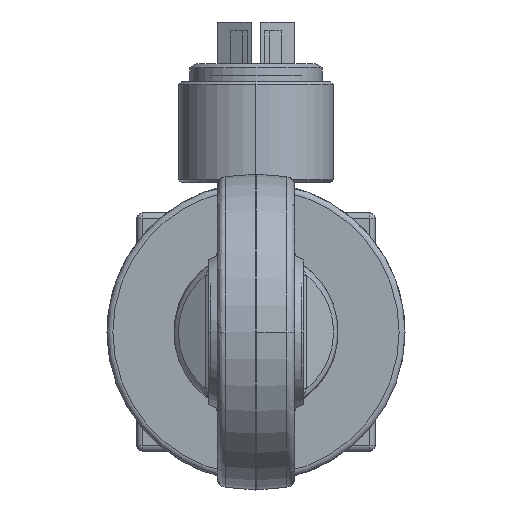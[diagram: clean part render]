
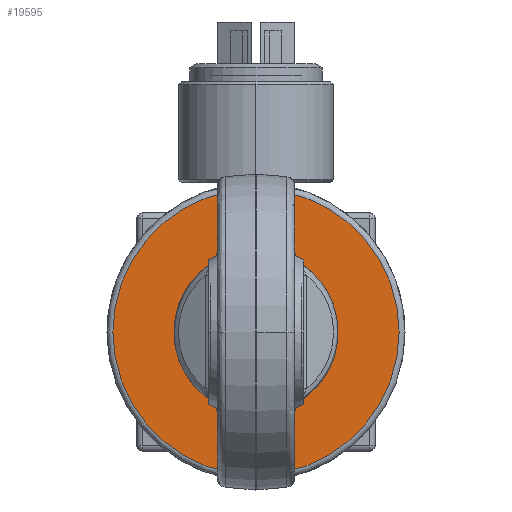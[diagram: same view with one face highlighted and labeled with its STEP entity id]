
A CAD part, left-side view. The second image highlights one B-rep face of the part: STEP entity #19595.
In plain terms, the highlighted planar face has unit normal (-1, 0, 0).
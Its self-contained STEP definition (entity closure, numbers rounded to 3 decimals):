
#436 = EDGE_LOOP ( 'NONE', ( #20014, #2942 ) ) ;
#616 = CARTESIAN_POINT ( 'NONE',  ( -8., 0., 2. ) ) ;
#2860 = CARTESIAN_POINT ( 'NONE',  ( -8., 0., 0. ) ) ;
#2942 = ORIENTED_EDGE ( 'NONE', *, *, #18751, .T. ) ;
#3246 = DIRECTION ( 'NONE',  ( 1., 0., 0. ) ) ;
#4015 = CARTESIAN_POINT ( 'NONE',  ( -8., 0., 0. ) ) ;
#4289 = AXIS2_PLACEMENT_3D ( 'NONE', #2860, #17033, #7677 ) ;
#5284 = CIRCLE ( 'NONE', #4289, 24. ) ;
#5660 = CARTESIAN_POINT ( 'NONE',  ( -8., 0., -24. ) ) ;
#5899 = CIRCLE ( 'NONE', #16188, 24. ) ;
#6122 = ORIENTED_EDGE ( 'NONE', *, *, #15855, .T. ) ;
#6351 = AXIS2_PLACEMENT_3D ( 'NONE', #7466, #8822, #16822 ) ;
#6797 = DIRECTION ( 'NONE',  ( 0., 0., 1. ) ) ;
#7159 = ORIENTED_EDGE ( 'NONE', *, *, #8318, .T. ) ;
#7176 = DIRECTION ( 'NONE',  ( 0., 0., -1. ) ) ;
#7466 = CARTESIAN_POINT ( 'NONE',  ( -8., 0., 24. ) ) ;
#7677 = DIRECTION ( 'NONE',  ( 0., 0., 1. ) ) ;
#7913 = VERTEX_POINT ( 'NONE', #16711 ) ;
#8318 = EDGE_CURVE ( 'NONE', #10902, #13323, #18628, .T. ) ;
#8822 = DIRECTION ( 'NONE',  ( -1., 0., 0. ) ) ;
#8911 = FACE_OUTER_BOUND ( 'NONE', #436, .T. ) ;
#9620 = DIRECTION ( 'NONE',  ( 0., 0., -1. ) ) ;
#9901 = DIRECTION ( 'NONE',  ( -1., 0., 0. ) ) ;
#10902 = VERTEX_POINT ( 'NONE', #616 ) ;
#12872 = AXIS2_PLACEMENT_3D ( 'NONE', #17533, #3246, #9620 ) ;
#13051 = CARTESIAN_POINT ( 'NONE',  ( -8., 0., -2. ) ) ;
#13323 = VERTEX_POINT ( 'NONE', #13051 ) ;
#13824 = FACE_BOUND ( 'NONE', #19856, .T. ) ;
#14840 = CIRCLE ( 'NONE', #12872, 2. ) ;
#15060 = VERTEX_POINT ( 'NONE', #5660 ) ;
#15274 = DIRECTION ( 'NONE',  ( 1., 0., 0. ) ) ;
#15855 = EDGE_CURVE ( 'NONE', #13323, #10902, #14840, .T. ) ;
#16067 = EDGE_CURVE ( 'NONE', #7913, #15060, #5899, .T. ) ;
#16188 = AXIS2_PLACEMENT_3D ( 'NONE', #19705, #9901, #6797 ) ;
#16711 = CARTESIAN_POINT ( 'NONE',  ( -8., 0., 24. ) ) ;
#16822 = DIRECTION ( 'NONE',  ( 0., 0., 1. ) ) ;
#17033 = DIRECTION ( 'NONE',  ( -1., 0., 0. ) ) ;
#17533 = CARTESIAN_POINT ( 'NONE',  ( -8., 0., 0. ) ) ;
#17952 = AXIS2_PLACEMENT_3D ( 'NONE', #4015, #15274, #7176 ) ;
#18628 = CIRCLE ( 'NONE', #17952, 2. ) ;
#18751 = EDGE_CURVE ( 'NONE', #15060, #7913, #5284, .T. ) ;
#19595 = ADVANCED_FACE ( 'NONE', ( #8911, #13824 ), #20177, .T. ) ;
#19705 = CARTESIAN_POINT ( 'NONE',  ( -8., 0., 0. ) ) ;
#19856 = EDGE_LOOP ( 'NONE', ( #6122, #7159 ) ) ;
#20014 = ORIENTED_EDGE ( 'NONE', *, *, #16067, .T. ) ;
#20177 = PLANE ( 'NONE',  #6351 ) ;
